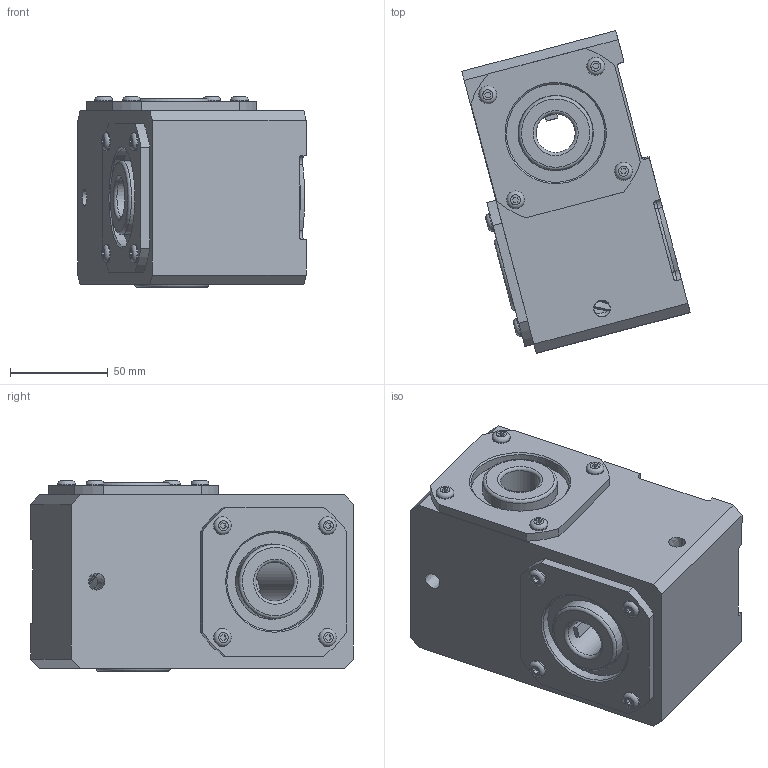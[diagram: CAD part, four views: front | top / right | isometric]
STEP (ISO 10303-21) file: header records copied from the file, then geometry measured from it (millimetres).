
FILE_DESCRIPTION((''),'2;1');
FILE_NAME('4304-0900 GLIDE RIGHT 1-1 RH A-20MM B-20MM.stp','2009-02-01T10:45:35',('Administrator'),(''),'Autodesk Inventor 2009','Autodesk Inventor 2009','');
FILE_SCHEMA(('AUTOMOTIVE_DESIGN { 1 0 10303 214 1 1 1 1 }'));
Length unit declared in the file: inch
Products named in the file (14): 4304-0900 GLIDE RIGHT 1-1 RH A-20MM B-20MM SLIDE-RITE INTERCHANGE; Spur gearing 25/25, 2.5004; 4304-4228 gear spacer fb a-bore; 4304-4606 B-BORE CAP FB-STD ALPHA SERIES; 4304-4607 A-BORE CAP FB-STD ALPHA SERIES; 4304-4642 shaft, 20mm a-bore gr-alpha series; 4304-4643 shaft 20mm b-bore glide right-alpha series; 4304-4609 HSG. 1-1 FB GLIDE RIGHT ALPHA SERIES; R24 BEARING 4300-1207; R24 BEARING CAGE; R24 BEARING SHIELD; phms 10-32-; 4304-4246 key, 1.0 bore fb ias; 4304-4217 key, 6mm wide for 20mm bore shaft
Assembly tree (30 placements, depth 3):
  4304-0900 GLIDE RIGHT 1-1 RH A-20MM B-20MM SLIDE-RITE INTERCHANGE
    Spur gearing 25/25, 2.5004  x2
    4304-4228 gear spacer fb a-bore  x4
    4304-4606 B-BORE CAP FB-STD ALPHA SERIES
    4304-4607 A-BORE CAP FB-STD ALPHA SERIES
    4304-4642 shaft, 20mm a-bore gr-alpha series
    4304-4643 shaft 20mm b-bore glide right-alpha series
    4304-4609 HSG. 1-1 FB GLIDE RIGHT ALPHA SERIES
    R24 BEARING 4300-1207  x4
      R24 BEARING CAGE
      R24 BEARING SHIELD
    phms 10-32-  x8
    4304-4246 key, 1.0 bore fb ias  x2
    4304-4217 key, 6mm wide for 20mm bore shaft  x2
Bounding box: 117.02 x 165.19 x 97.82 mm (x, y, z)
Volume: 901512.2 mm3; surface area: 300288.9 mm2
Topology: 39 solids, 39 shells, 816 faces, 1965 edges, 1283 vertices
Faces by surface type: plane 266, bspline 257, cylinder 205, torus 76, cone 12
Full cylindrical faces by diameter (mm): 4.826 x8, 9.169 x8, 20.041 x2, 35.535 x4, 38.049 x6, 38.1 x8, 38.608 x4, 40.996 x4, 45.771 x4, 48.26 x12, 48.641 x4, 50.368 x4, 50.521 x4, 55.296 x4, 57.836 x4, 59.817 x12, 66.675 x6, 66.7 x2, 67.31 x2, 70.066 x2, 70.079 x2, 70.206 x2
Entity records: 16400 total; most frequent: CARTESIAN_POINT 6083, DIRECTION 2015, ORIENTED_EDGE 1924, EDGE_CURVE 962, AXIS2_PLACEMENT_3D 881, VERTEX_POINT 692, EDGE_LOOP 640, CIRCLE 550
